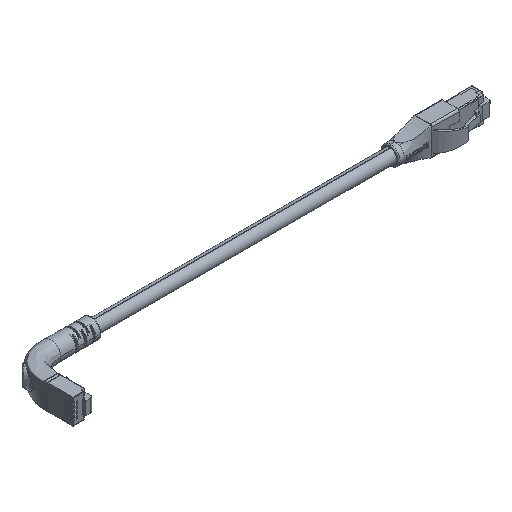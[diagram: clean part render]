
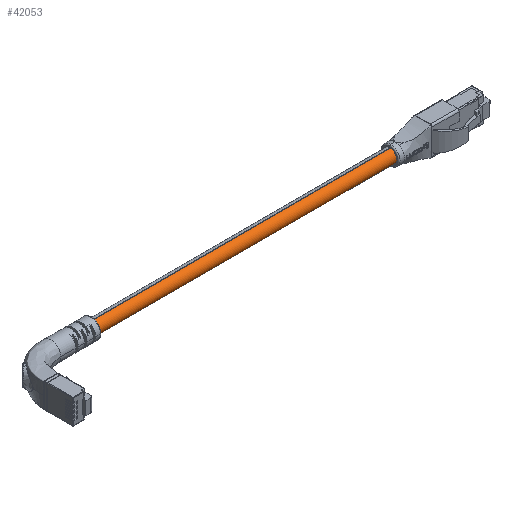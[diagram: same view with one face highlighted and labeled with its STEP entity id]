
A CAD part, isometric view. The second image highlights one B-rep face of the part: STEP entity #42053.
In plain terms, the highlighted cylindrical face has radius 3.048 mm (diameter 6.096 mm), a partial arc.
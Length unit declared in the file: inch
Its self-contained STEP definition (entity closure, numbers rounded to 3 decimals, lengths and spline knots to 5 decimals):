
#2754 = AXIS2_PLACEMENT_3D ( 'NONE', #4184, #4186, #4188 ) ;
#2756 = AXIS2_PLACEMENT_3D ( 'NONE', #4200, #4202, #4204 ) ;
#4157 = DIRECTION ( 'NONE',  ( -1., 0., 0. ) ) ;
#4159 = DIRECTION ( 'NONE',  ( -1., 0., 0. ) ) ;
#4163 = CARTESIAN_POINT ( 'NONE',  ( 3., 0., -0.12 ) ) ;
#4170 = CARTESIAN_POINT ( 'NONE',  ( 3., 0., 0.12 ) ) ;
#4184 = CARTESIAN_POINT ( 'NONE',  ( 3., 0., 0. ) ) ;
#4186 = DIRECTION ( 'NONE',  ( 1., 0., 0. ) ) ;
#4188 = DIRECTION ( 'NONE',  ( 0., 0., -1. ) ) ;
#4200 = CARTESIAN_POINT ( 'NONE',  ( -3., 0., 0. ) ) ;
#4202 = DIRECTION ( 'NONE',  ( 1., 0., 0. ) ) ;
#4204 = DIRECTION ( 'NONE',  ( 0., 0., -1. ) ) ;
#7561 = EDGE_CURVE ( 'NONE', #10810, #10823, #25932, .T. ) ;
#7563 = EDGE_CURVE ( 'NONE', #10818, #10824, #25943, .T. ) ;
#7564 = EDGE_CURVE ( 'NONE', #10818, #10810, #25938, .T. ) ;
#7566 = EDGE_CURVE ( 'NONE', #10824, #10823, #25951, .T. ) ;
#10207 = ORIENTED_EDGE ( 'NONE', *, *, #7561, .F. ) ;
#10208 = ORIENTED_EDGE ( 'NONE', *, *, #7564, .F. ) ;
#10209 = ORIENTED_EDGE ( 'NONE', *, *, #7563, .T. ) ;
#10210 = ORIENTED_EDGE ( 'NONE', *, *, #7566, .T. ) ;
#10810 = VERTEX_POINT ( 'NONE', #30679 ) ;
#10818 = VERTEX_POINT ( 'NONE', #30683 ) ;
#10823 = VERTEX_POINT ( 'NONE', #30686 ) ;
#10824 = VERTEX_POINT ( 'NONE', #30687 ) ;
#12823 = EDGE_LOOP ( 'NONE', ( #10207, #10208, #10209, #10210 ) ) ;
#21139 = FACE_OUTER_BOUND ( 'NONE', #12823, .T. ) ;
#21147 = CYLINDRICAL_SURFACE ( 'NONE', #40808, 0.12 ) ;
#23149 = DIRECTION ( 'NONE',  ( 0., 0., 1. ) ) ;
#23152 = DIRECTION ( 'NONE',  ( -1., 0., 0. ) ) ;
#23153 = CARTESIAN_POINT ( 'NONE',  ( 3., 0., 0. ) ) ;
#25932 = LINE ( 'NONE', #4163, #25941 ) ;
#25938 = CIRCLE ( 'NONE', #2754, 0.12 ) ;
#25941 = VECTOR ( 'NONE', #4157, 39.37008 ) ;
#25943 = LINE ( 'NONE', #4170, #25947 ) ;
#25947 = VECTOR ( 'NONE', #4159, 39.37008 ) ;
#25951 = CIRCLE ( 'NONE', #2756, 0.12 ) ;
#30679 = CARTESIAN_POINT ( 'NONE',  ( 3., 0., -0.12 ) ) ;
#30683 = CARTESIAN_POINT ( 'NONE',  ( 3., 0., 0.12 ) ) ;
#30686 = CARTESIAN_POINT ( 'NONE',  ( -3., 0., -0.12 ) ) ;
#30687 = CARTESIAN_POINT ( 'NONE',  ( -3., 0., 0.12 ) ) ;
#40808 = AXIS2_PLACEMENT_3D ( 'NONE', #23153, #23152, #23149 ) ;
#42053 = ADVANCED_FACE ( 'NONE', ( #21139 ), #21147, .T. ) ;
